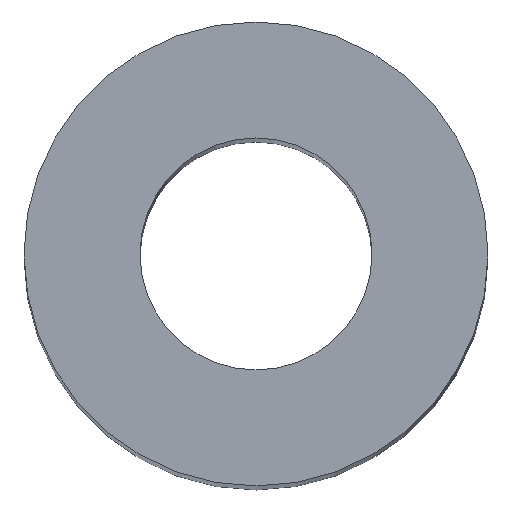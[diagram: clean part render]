
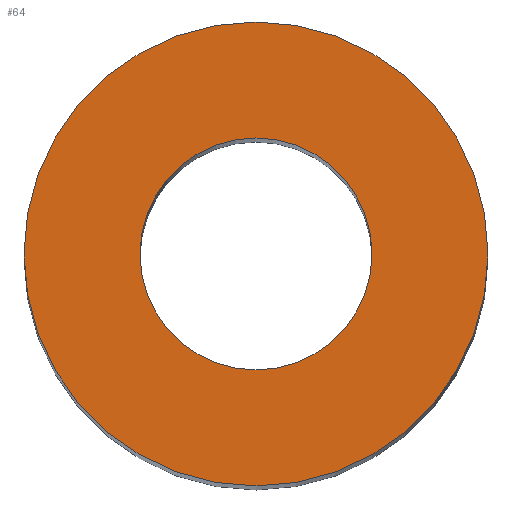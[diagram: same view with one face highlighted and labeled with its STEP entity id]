
A CAD part, top view. The second image highlights one B-rep face of the part: STEP entity #64.
In plain terms, the highlighted planar face has unit normal (0, 0, 1).
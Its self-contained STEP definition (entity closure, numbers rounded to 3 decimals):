
#16=FACE_BOUND('',#28,.T.);
#18=PLANE('',#95);
#22=FACE_OUTER_BOUND('',#27,.T.);
#27=EDGE_LOOP('',(#57));
#28=EDGE_LOOP('',(#58));
#33=CIRCLE('',#89,5.);
#36=CIRCLE('',#94,10.);
#37=VERTEX_POINT('',#118);
#40=VERTEX_POINT('',#127);
#41=EDGE_CURVE('',#37,#37,#33,.T.);
#45=EDGE_CURVE('',#40,#40,#36,.T.);
#57=ORIENTED_EDGE('',*,*,#45,.T.);
#58=ORIENTED_EDGE('',*,*,#41,.T.);
#64=ADVANCED_FACE('',(#22,#16),#18,.T.);
#89=AXIS2_PLACEMENT_3D('',#119,#100,#101);
#94=AXIS2_PLACEMENT_3D('',#128,#111,#112);
#95=AXIS2_PLACEMENT_3D('',#130,#114,#115);
#100=DIRECTION('center_axis',(0.,0.,-1.));
#101=DIRECTION('ref_axis',(1.,0.,0.));
#111=DIRECTION('center_axis',(0.,0.,1.));
#112=DIRECTION('ref_axis',(1.,0.,0.));
#114=DIRECTION('center_axis',(0.,0.,1.));
#115=DIRECTION('ref_axis',(1.,0.,0.));
#118=CARTESIAN_POINT('',(-5.,0.,50.));
#119=CARTESIAN_POINT('Origin',(0.,0.,50.));
#127=CARTESIAN_POINT('',(-10.,0.,50.));
#128=CARTESIAN_POINT('Origin',(0.,0.,50.));
#130=CARTESIAN_POINT('Origin',(0.,0.,50.));
